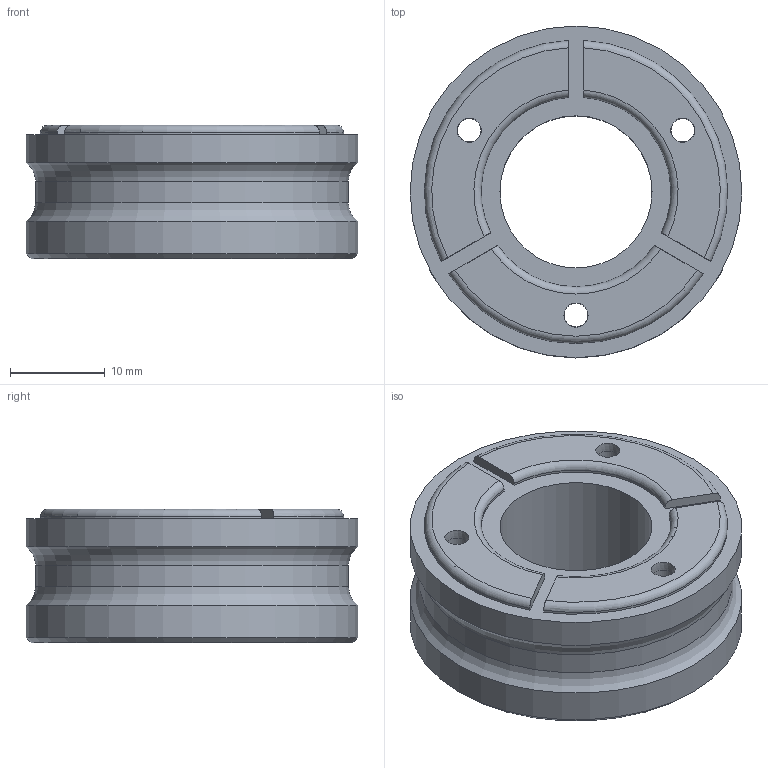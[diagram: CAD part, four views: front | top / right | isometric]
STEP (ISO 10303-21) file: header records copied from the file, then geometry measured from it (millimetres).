
FILE_DESCRIPTION(/* description */ (''),/* implementation_level */ '2;1');
FILE_NAME(/* name */ 'Pully.step',/* time_stamp */ '2019-07-14T17:10:09-04:00',/* author */ (''),/* organization */ (''),/* preprocessor_version */ 'ST-DEVELOPER v18',/* originating_system */ 'Autodesk Translation Framework v8.2.0.1029',/* authorisation */ '');
FILE_SCHEMA (('AUTOMOTIVE_DESIGN { 1 0 10303 214 3 1 1 }'));
Length unit declared in the file: millimetre
Products named in the file (2): Pully; Couple
Assembly tree (1 placements, depth 2):
  Pully
    Couple
Bounding box: 35 x 35 x 14.1 mm (x, y, z)
Volume: 8537.2 mm3; surface area: 4816.4 mm2
Topology: 1 solids, 1 shells, 51 faces, 114 edges, 74 vertices
Faces by surface type: plane 17, cone 13, cylinder 13, torus 8
Full cylindrical faces by diameter (mm): 2.5 x3, 4.9 x6, 16.048 x1, 33 x1, 35 x2
Entity records: 1591 total; most frequent: CARTESIAN_POINT 350, DIRECTION 268, ORIENTED_EDGE 228, EDGE_CURVE 114, AXIS2_PLACEMENT_3D 112, VERTEX_POINT 74, EDGE_LOOP 68, CIRCLE 58
